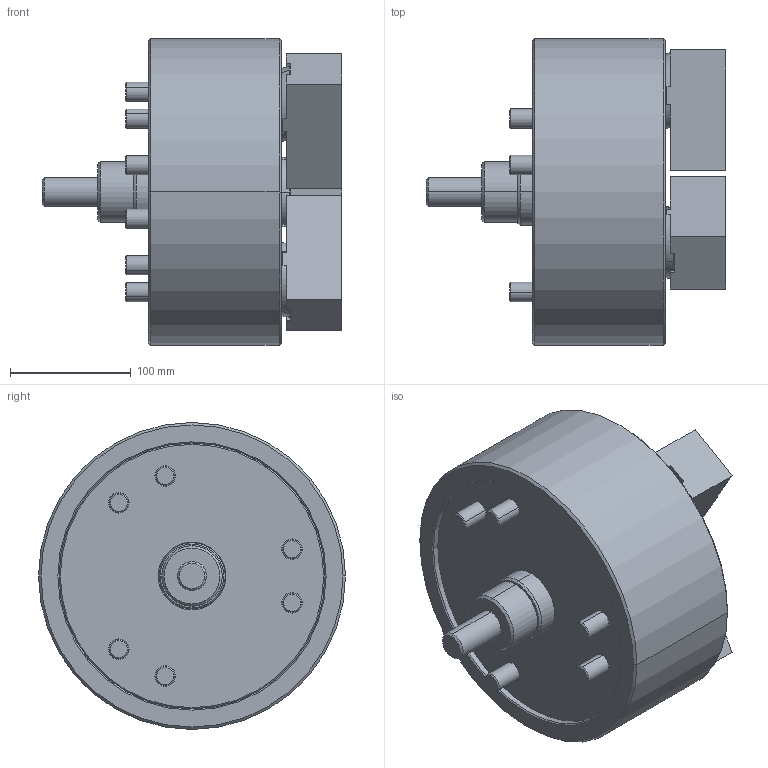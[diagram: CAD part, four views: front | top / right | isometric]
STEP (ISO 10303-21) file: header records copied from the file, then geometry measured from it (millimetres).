
FILE_DESCRIPTION (( 'STEP AP203' ), '1' );
FILE_NAME ('3D-10 外觀參考.STEP', '2016-03-15T06:26:46', ( 'temp' ), ( '' ), 'SwSTEP 2.0', 'SolidWorks 2015', '' );
FILE_SCHEMA (( 'CONFIG_CONTROL_DESIGN' ));
Length unit declared in the file: millimetre
Products named in the file (11): 3D-3P-10連接管螺帽; M24x110; 3D-10-生爪; M14x30; 3D-10-本體; M16x110; 3D-10-中仁; 3D-10 外觀參考; 3D-10-主爪; 3D-10-防塵蓋; 3D-10-法蘭蓋
Assembly tree (24 placements, depth 2):
  3D-10 外觀參考
    3D-10-本體
    3D-10-中仁
    3D-10-主爪  x3
    3D-10-防塵蓋
    3D-10-法蘭蓋
    3D-3P-10連接管螺帽
    M24x110
    3D-10-生爪  x3
    M14x30  x6
    M16x110  x6
Bounding box: 248 x 254 x 254 mm (x, y, z)
Volume: 5676896.1 mm3; surface area: 640022.1 mm2
Topology: 24 solids, 24 shells, 701 faces, 1624 edges, 987 vertices
Faces by surface type: plane 332, cylinder 205, cone 152, bspline 6, torus 6
Entity records: 11985 total; most frequent: CARTESIAN_POINT 2861, DIRECTION 1706, ORIENTED_EDGE 1468, EDGE_CURVE 734, AXIS2_PLACEMENT_3D 680, VERTEX_POINT 461, EDGE_LOOP 403, VECTOR 346
